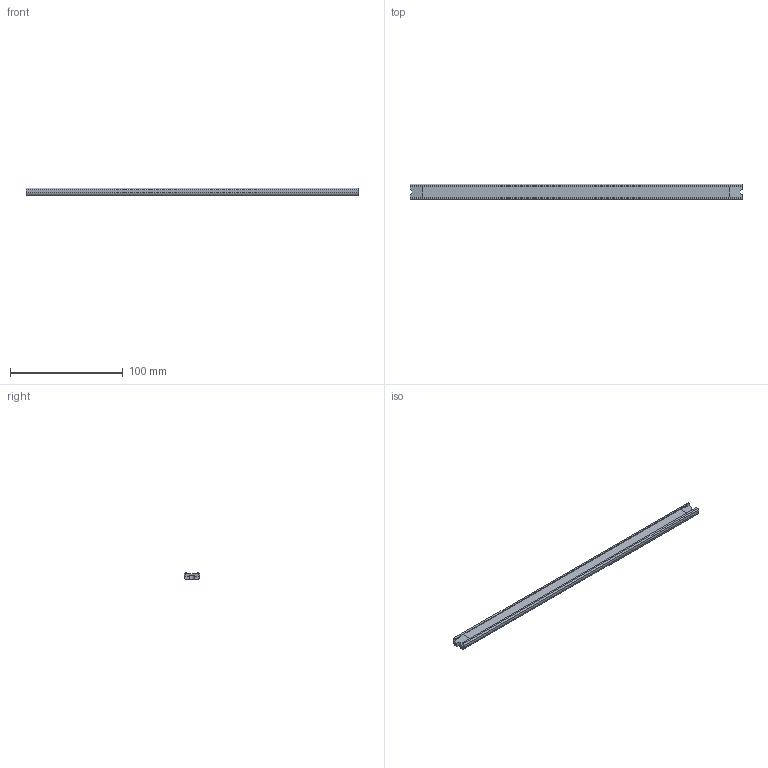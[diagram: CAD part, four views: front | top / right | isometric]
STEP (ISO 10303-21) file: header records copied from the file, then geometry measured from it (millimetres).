
FILE_DESCRIPTION((''),'2;1');
FILE_NAME('Lightbar_1_0_a.stp','2014-04-07T21:19:05',('piercet'),(''),'Autodesk Inventor 2013','Autodesk Inventor 2013','');
FILE_SCHEMA(('AUTOMOTIVE_DESIGN { 1 0 10303 214 1 1 1 1 }'));
Length unit declared in the file: millimetre
Products named in the file (1): endcap2
Bounding box: 295 x 14 x 7 mm (x, y, z)
Volume: 22664.1 mm3; surface area: 13098.2 mm2
Topology: 1 solids, 2 shells, 29 faces, 71 edges, 44 vertices
Faces by surface type: plane 25, cylinder 4
Entity records: 859 total; most frequent: CARTESIAN_POINT 145, ORIENTED_EDGE 142, DIRECTION 139, EDGE_CURVE 71, VECTOR 63, LINE 63, VERTEX_POINT 44, AXIS2_PLACEMENT_3D 38
